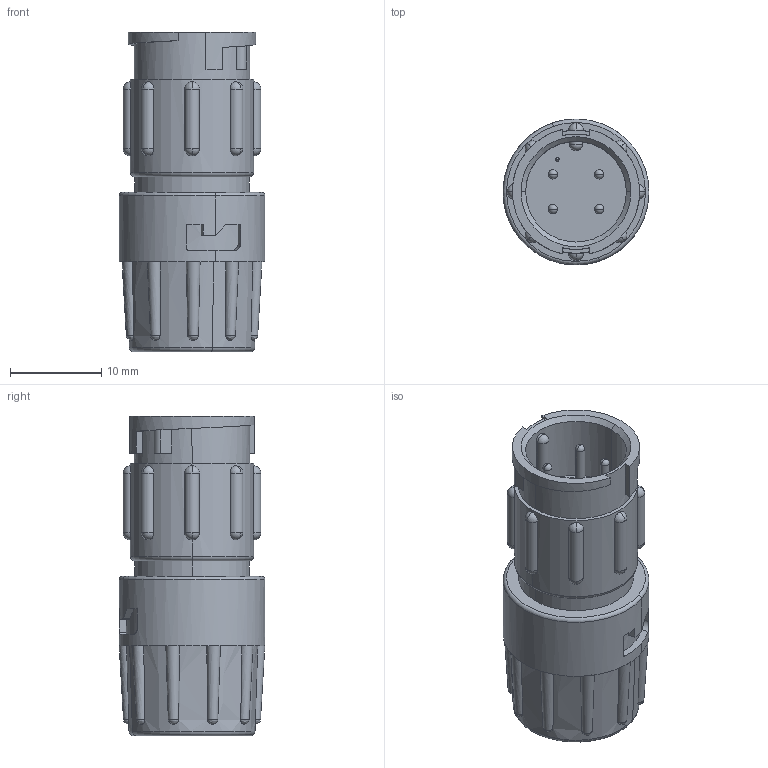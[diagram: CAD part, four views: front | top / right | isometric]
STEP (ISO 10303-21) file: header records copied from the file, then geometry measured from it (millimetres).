
FILE_DESCRIPTION (( 'STEP AP203' ), '1' );
FILE_NAME ('8282-4PG-321.STEP', '2014-07-09T13:48:59', ( '' ), ( '' ), 'SwSTEP 2.0', 'SolidWorks 2014', '' );
FILE_SCHEMA (( 'CONFIG_CONTROL_DESIGN' ));
Length unit declared in the file: inch
Products named in the file (1): 8282-4PG-321
Bounding box: 16 x 16 x 35.05 mm (x, y, z)
Volume: 4714 mm3; surface area: 2629.6 mm2
Topology: 1 solids, 1 shells, 168 faces, 510 edges, 320 vertices
Faces by surface type: plane 48, cylinder 45, sphere 43, bspline 22, torus 6, cone 4
Entity records: 9298 total; most frequent: CARTESIAN_POINT 5349, ORIENTED_EDGE 856, DIRECTION 757, EDGE_CURVE 428, AXIS2_PLACEMENT_3D 320, VERTEX_POINT 279, EDGE_LOOP 185, CIRCLE 173
